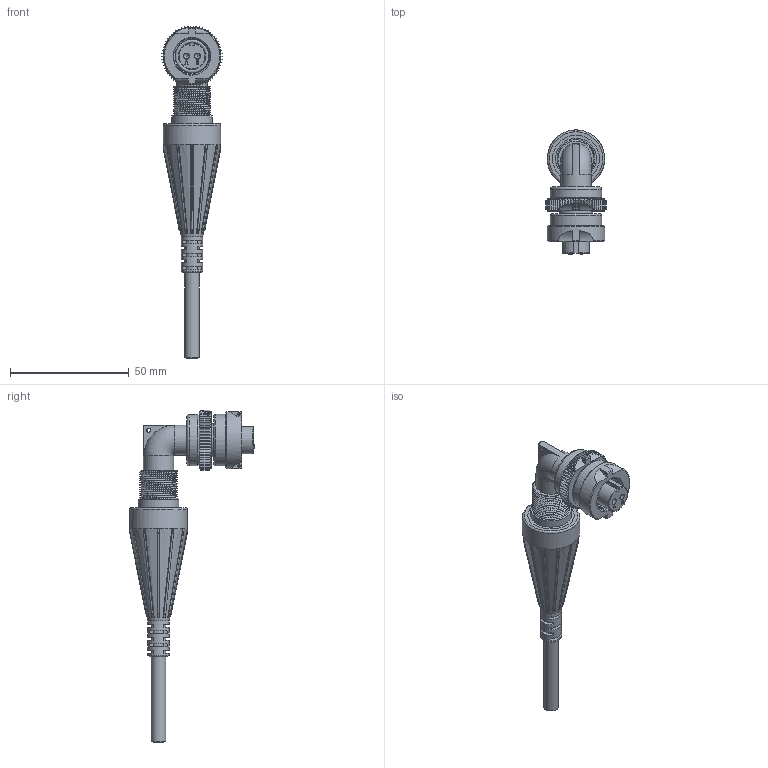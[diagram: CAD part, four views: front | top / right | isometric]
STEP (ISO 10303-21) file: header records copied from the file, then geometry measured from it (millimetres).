
FILE_DESCRIPTION(/* description */ (''),/* implementation_level */ '2;1');
FILE_NAME(/* name */ 'D2D.stp',/* time_stamp */ '2017-05-03T16:59:58-04:00',/* author */ ('aneininger'),/* organization */ (''),/* preprocessor_version */ 'ST-DEVELOPER v16.5',/* originating_system */ 'Autodesk Inventor 2017',/* authorisation */ '');
FILE_SCHEMA (('AUTOMOTIVE_DESIGN { 1 0 10303 214 3 1 1 }'));
Length unit declared in the file: inch
Products named in the file (1): D2D
Bounding box: 25.4 x 52.27 x 139.64 mm (x, y, z)
Surface area: 14114.8 mm2 (no closed solid volume)
Topology: 0 solids, 1 shells, 964 faces, 2492 edges, 1626 vertices
Faces by surface type: plane 581, cylinder 226, cone 86, bspline 62, torus 9
Full cylindrical faces by diameter (mm): 0.127 x19, 0.203 x38, 0.762 x3, 1.524 x1, 2.032 x2, 2.235 x2, 2.54 x2, 2.794 x2, 3.353 x1, 3.988 x1, 4.115 x1, 4.142 x1, 4.267 x1, 6.223 x1, 8.509 x1, 8.89 x1, 9.144 x1, 10.668 x1, 11.049 x1, 11.633 x1, 12.649 x1, 12.7 x2, 13.97 x1, 14.224 x2, 14.287 x6, 15.24 x6, 17.145 x1, 19.685 x1, 21.59 x1, 21.717 x1
Entity records: 35156 total; most frequent: CARTESIAN_POINT 11703, ORIENTED_EDGE 4636, DIRECTION 4625, EDGE_CURVE 2315, AXIS2_PLACEMENT_3D 1825, VERTEX_POINT 1581, EDGE_LOOP 1194, LINE 975
